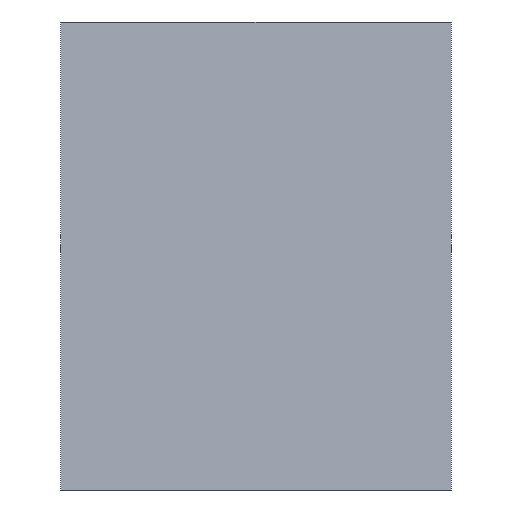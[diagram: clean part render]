
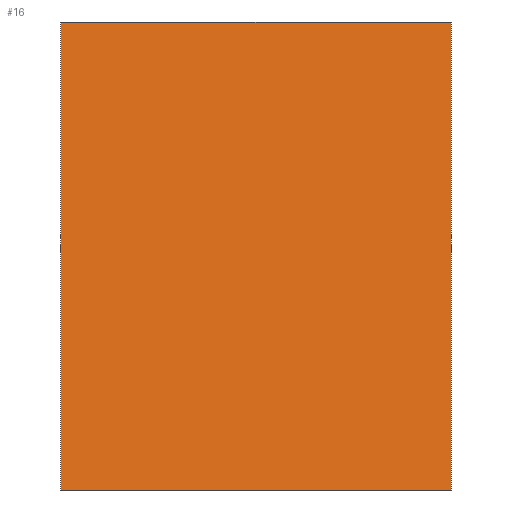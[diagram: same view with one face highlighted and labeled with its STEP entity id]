
A CAD part, front view. The second image highlights one B-rep face of the part: STEP entity #16.
In plain terms, the highlighted planar face has unit normal (0.551, -0.834, 0).
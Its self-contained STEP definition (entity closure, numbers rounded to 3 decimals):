
#2 = EDGE_CURVE ( 'NONE', #104, #158, #36, .T. ) ;
#5 = EDGE_CURVE ( 'NONE', #158, #122, #94, .T. ) ;
#6 = CARTESIAN_POINT ( 'NONE',  ( 17.371, 11.876, 20. ) ) ;
#16 = ADVANCED_FACE ( 'NONE', ( #156 ), #43, .F. ) ;
#22 = CARTESIAN_POINT ( 'NONE',  ( 17.371, 11.876, 20. ) ) ;
#23 = DIRECTION ( 'NONE',  ( -0.551, 0.834, 0. ) ) ;
#32 = VECTOR ( 'NONE', #132, 1000. ) ;
#36 = LINE ( 'NONE', #6, #95 ) ;
#41 = VERTEX_POINT ( 'NONE', #120 ) ;
#43 = PLANE ( 'NONE',  #88 ) ;
#44 = DIRECTION ( 'NONE',  ( 0., 0., -1. ) ) ;
#50 = ORIENTED_EDGE ( 'NONE', *, *, #2, .F. ) ;
#52 = EDGE_CURVE ( 'NONE', #104, #41, #159, .T. ) ;
#57 = CARTESIAN_POINT ( 'NONE',  ( 17.371, 11.876, 20. ) ) ;
#65 = ORIENTED_EDGE ( 'NONE', *, *, #5, .F. ) ;
#66 = ORIENTED_EDGE ( 'NONE', *, *, #89, .T. ) ;
#76 = EDGE_LOOP ( 'NONE', ( #66, #65, #50, #147 ) ) ;
#87 = CARTESIAN_POINT ( 'NONE',  ( 17.371, 11.876, 20. ) ) ;
#88 = AXIS2_PLACEMENT_3D ( 'NONE', #22, #23, #99 ) ;
#89 = EDGE_CURVE ( 'NONE', #41, #122, #126, .T. ) ;
#94 = LINE ( 'NONE', #57, #32 ) ;
#95 = VECTOR ( 'NONE', #107, 1000. ) ;
#99 = DIRECTION ( 'NONE',  ( -0.834, -0.551, 0. ) ) ;
#100 = CARTESIAN_POINT ( 'NONE',  ( 17.371, 11.876, 0. ) ) ;
#104 = VERTEX_POINT ( 'NONE', #121 ) ;
#107 = DIRECTION ( 'NONE',  ( 0.834, 0.551, 0. ) ) ;
#109 = CARTESIAN_POINT ( 'NONE',  ( 0.686, 0.847, 20. ) ) ;
#110 = CARTESIAN_POINT ( 'NONE',  ( 17.371, 11.876, 0. ) ) ;
#111 = VECTOR ( 'NONE', #163, 1000. ) ;
#115 = VECTOR ( 'NONE', #44, 1000. ) ;
#120 = CARTESIAN_POINT ( 'NONE',  ( 0.686, 0.847, 0. ) ) ;
#121 = CARTESIAN_POINT ( 'NONE',  ( 0.686, 0.847, 20. ) ) ;
#122 = VERTEX_POINT ( 'NONE', #110 ) ;
#126 = LINE ( 'NONE', #100, #111 ) ;
#132 = DIRECTION ( 'NONE',  ( 0., 0., -1. ) ) ;
#147 = ORIENTED_EDGE ( 'NONE', *, *, #52, .T. ) ;
#156 = FACE_OUTER_BOUND ( 'NONE', #76, .T. ) ;
#158 = VERTEX_POINT ( 'NONE', #87 ) ;
#159 = LINE ( 'NONE', #109, #115 ) ;
#163 = DIRECTION ( 'NONE',  ( 0.834, 0.551, 0. ) ) ;
